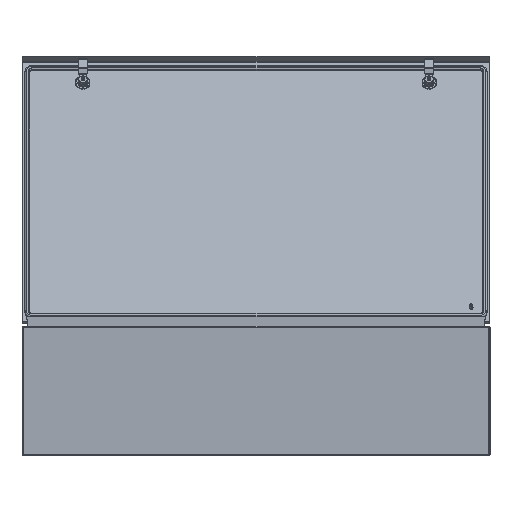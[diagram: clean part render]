
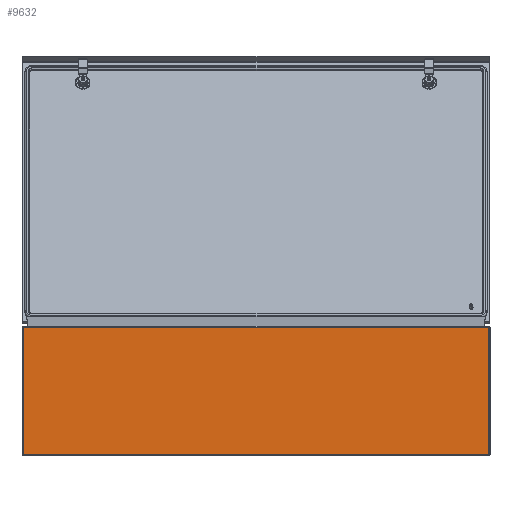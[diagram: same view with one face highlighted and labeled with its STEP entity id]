
A CAD part, left-side view. The second image highlights one B-rep face of the part: STEP entity #9632.
In plain terms, the highlighted planar face has unit normal (-1, 0, 0).
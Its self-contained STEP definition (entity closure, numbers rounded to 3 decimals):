
#572 = VERTEX_POINT ( 'NONE', #17584 ) ;
#1749 = LINE ( 'NONE', #22379, #9980 ) ;
#1971 = EDGE_CURVE ( 'NONE', #20306, #6287, #13653, .T. ) ;
#2339 = LINE ( 'NONE', #7244, #11610 ) ;
#3103 = ORIENTED_EDGE ( 'NONE', *, *, #13772, .T. ) ;
#3249 = CARTESIAN_POINT ( 'NONE',  ( -506.583, 87.356, 1. ) ) ;
#4179 = VERTEX_POINT ( 'NONE', #13015 ) ;
#4279 = FACE_OUTER_BOUND ( 'NONE', #19954, .T. ) ;
#4692 = EDGE_CURVE ( 'NONE', #4179, #7611, #8983, .T. ) ;
#5005 = VECTOR ( 'NONE', #5065, 1000. ) ;
#5065 = DIRECTION ( 'NONE',  ( 0., 1., 0. ) ) ;
#6287 = VERTEX_POINT ( 'NONE', #3249 ) ;
#6805 = DIRECTION ( 'NONE',  ( 0., 0., -1. ) ) ;
#7244 = CARTESIAN_POINT ( 'NONE',  ( -506.583, -907.844, 273.1 ) ) ;
#7367 = EDGE_CURVE ( 'NONE', #10140, #572, #2339, .T. ) ;
#7611 = VERTEX_POINT ( 'NONE', #14894 ) ;
#7931 = DIRECTION ( 'NONE',  ( 1., 0., 0. ) ) ;
#8217 = ORIENTED_EDGE ( 'NONE', *, *, #9518, .T. ) ;
#8401 = EDGE_CURVE ( 'NONE', #7611, #6287, #1749, .T. ) ;
#8799 = DIRECTION ( 'NONE',  ( 0., 1., 0. ) ) ;
#8983 = LINE ( 'NONE', #15749, #13038 ) ;
#9076 = LINE ( 'NONE', #15442, #5005 ) ;
#9518 = EDGE_CURVE ( 'NONE', #20306, #10140, #19214, .T. ) ;
#9632 = ADVANCED_FACE ( 'NONE', ( #4279 ), #18340, .F. ) ;
#9692 = CARTESIAN_POINT ( 'NONE',  ( -506.583, 89.056, 1. ) ) ;
#9980 = VECTOR ( 'NONE', #6805, 1000. ) ;
#10140 = VERTEX_POINT ( 'NONE', #21266 ) ;
#11099 = CARTESIAN_POINT ( 'NONE',  ( -506.583, -907.844, 1. ) ) ;
#11610 = VECTOR ( 'NONE', #19382, 1000. ) ;
#12435 = ORIENTED_EDGE ( 'NONE', *, *, #1971, .F. ) ;
#12538 = ORIENTED_EDGE ( 'NONE', *, *, #4692, .T. ) ;
#12838 = DIRECTION ( 'NONE',  ( 0., 0., 1. ) ) ;
#13015 = CARTESIAN_POINT ( 'NONE',  ( -506.583, 87.273, 273.1 ) ) ;
#13038 = VECTOR ( 'NONE', #8799, 1000. ) ;
#13071 = CARTESIAN_POINT ( 'NONE',  ( -506.583, 89.056, 274.8 ) ) ;
#13114 = VECTOR ( 'NONE', #21679, 1000. ) ;
#13653 = LINE ( 'NONE', #9692, #13114 ) ;
#13772 = EDGE_CURVE ( 'NONE', #572, #4179, #9076, .T. ) ;
#14594 = VECTOR ( 'NONE', #12838, 1000. ) ;
#14731 = ORIENTED_EDGE ( 'NONE', *, *, #7367, .T. ) ;
#14770 = CARTESIAN_POINT ( 'NONE',  ( -506.583, -907.844, 1. ) ) ;
#14894 = CARTESIAN_POINT ( 'NONE',  ( -506.583, 87.356, 273.1 ) ) ;
#15068 = ORIENTED_EDGE ( 'NONE', *, *, #8401, .T. ) ;
#15442 = CARTESIAN_POINT ( 'NONE',  ( -506.583, -907.844, 273.1 ) ) ;
#15749 = CARTESIAN_POINT ( 'NONE',  ( -506.583, 89.056, 273.1 ) ) ;
#17584 = CARTESIAN_POINT ( 'NONE',  ( -506.583, -907.761, 273.1 ) ) ;
#18340 = PLANE ( 'NONE',  #18514 ) ;
#18514 = AXIS2_PLACEMENT_3D ( 'NONE', #13071, #7931, #20037 ) ;
#19214 = LINE ( 'NONE', #11099, #14594 ) ;
#19382 = DIRECTION ( 'NONE',  ( 0., 1., 0. ) ) ;
#19954 = EDGE_LOOP ( 'NONE', ( #14731, #3103, #12538, #15068, #12435, #8217 ) ) ;
#20037 = DIRECTION ( 'NONE',  ( 0., 0., -1. ) ) ;
#20306 = VERTEX_POINT ( 'NONE', #14770 ) ;
#21266 = CARTESIAN_POINT ( 'NONE',  ( -506.583, -907.844, 273.1 ) ) ;
#21679 = DIRECTION ( 'NONE',  ( 0., 1., 0. ) ) ;
#22379 = CARTESIAN_POINT ( 'NONE',  ( -506.583, 87.356, 274.8 ) ) ;
